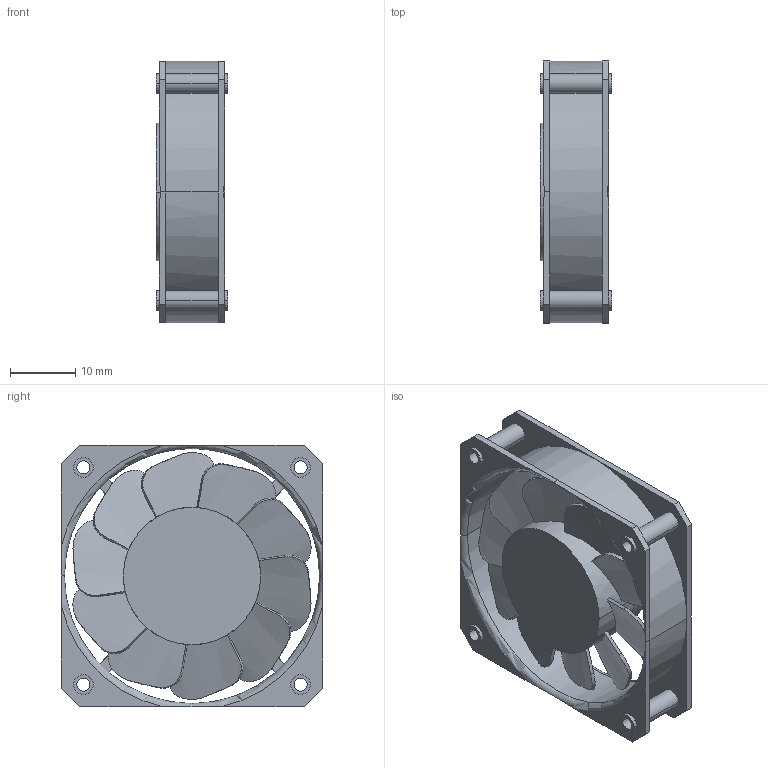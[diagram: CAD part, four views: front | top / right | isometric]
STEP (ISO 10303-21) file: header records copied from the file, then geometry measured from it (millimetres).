
FILE_DESCRIPTION(('CATIA V5 STEP Exchange'),'2;1');
FILE_NAME('Product1.stp','2011-11-04T16:34:48+00:00',('none'),('none'),'CATIA Version 5 Release 19 GA (IN-10)','CATIA V5 STEP AP203','none');
FILE_SCHEMA(('CONFIG_CONTROL_DESIGN'));
Length unit declared in the file: millimetre
Products named in the file (1): Product1
Assembly tree (2 placements, depth 2):
  Product1
    #56
    #3120
Bounding box: 11 x 40 x 40 mm (x, y, z)
Volume: 3335.8 mm3; surface area: 8998.6 mm2
Topology: 2 solids, 2 shells, 185 faces, 476 edges, 305 vertices
Faces by surface type: plane 59, bspline 50, cylinder 48, extrusion 20, torus 8
Entity records: 7894 total; most frequent: CARTESIAN_POINT 4136, ORIENTED_EDGE 954, EDGE_CURVE 477, DIRECTION 375, VERTEX_POINT 305, B_SPLINE_CURVE_WITH_KNOTS 245, EDGE_LOOP 218, ADVANCED_FACE 185
